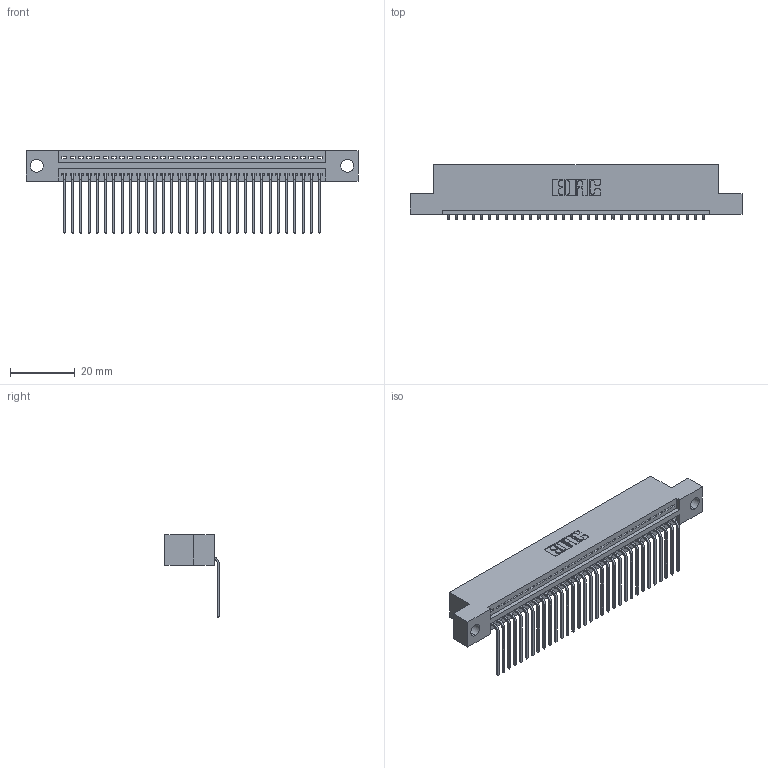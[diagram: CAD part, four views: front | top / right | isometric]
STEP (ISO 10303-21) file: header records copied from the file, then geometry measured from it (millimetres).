
FILE_DESCRIPTION (( 'STEP AP203' ), '1' );
FILE_NAME ('395-032-559-104.STEP', '2018-11-12T23:48:42', ( '' ), ( '' ), 'SwSTEP 2.0', 'SolidWorks 2016', '' );
FILE_SCHEMA (( 'CONFIG_CONTROL_DESIGN' ));
Length unit declared in the file: inch
Products named in the file (3): 395-032-559-104; 345 Part_Flush Mounting Lugs - 0.156 Dia-TH; 345-292-001_558 559 Tail - 1
Assembly tree (33 placements, depth 2):
  395-032-559-104
    345 Part_Flush Mounting Lugs - 0.156 Dia-TH
    345-292-001_558 559 Tail - 1  x32
Bounding box: 102.49 x 16.75 x 25.53 mm (x, y, z)
Volume: 9671.4 mm3; surface area: 13151.7 mm2
Topology: 33 solids, 33 shells, 2046 faces, 6165 edges, 4066 vertices
Faces by surface type: plane 1424, cylinder 622
Entity records: 25517 total; most frequent: CARTESIAN_POINT 4428, ORIENTED_EDGE 4394, DIRECTION 3881, EDGE_CURVE 2197, LINE 1937, VECTOR 1937, VERTEX_POINT 1462, AXIS2_PLACEMENT_3D 972
